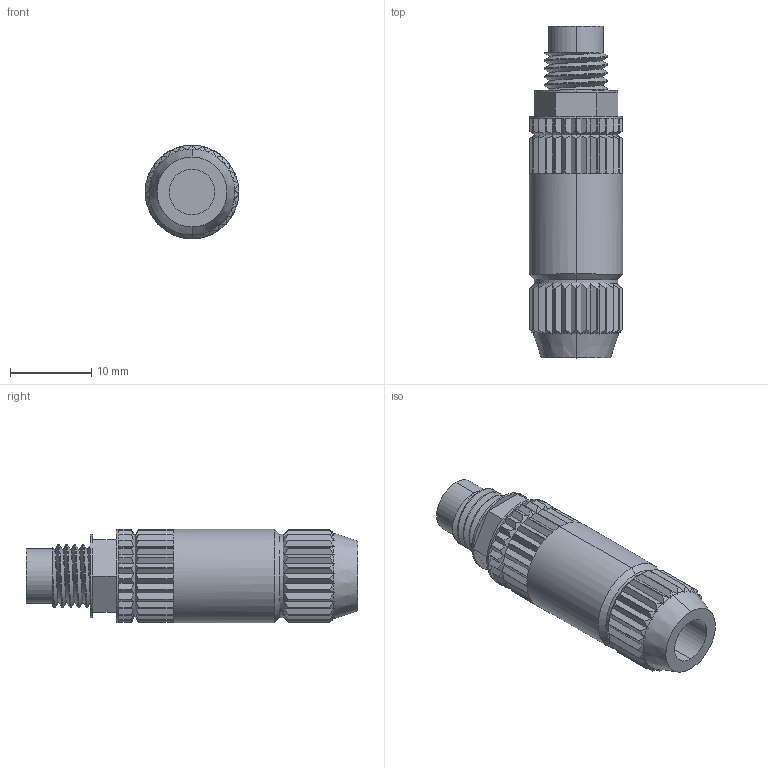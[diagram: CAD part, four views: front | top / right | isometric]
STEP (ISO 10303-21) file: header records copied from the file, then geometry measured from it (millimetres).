
FILE_DESCRIPTION (( 'STEP AP214' ), '1' );
FILE_NAME ('7000-08351-0000000.step', '2016-05-09T18:43:33', ( '' ), ( '' ), 'SwSTEP 2.0', 'SolidWorks 2015', '' );
FILE_SCHEMA (( 'AUTOMOTIVE_DESIGN' ));
Length unit declared in the file: millimetre
Products named in the file (1): 7000-08351-0000000
Bounding box: 11.5 x 40.8 x 11.5 mm (x, y, z)
Volume: 2625.4 mm3; surface area: 2533.8 mm2
Topology: 1 solids, 2 shells, 347 faces, 986 edges, 647 vertices
Faces by surface type: plane 238, cylinder 60, cone 38, bspline 7, sphere 4
Entity records: 15257 total; most frequent: CARTESIAN_POINT 5119, ORIENTED_EDGE 1948, DIRECTION 1594, EDGE_CURVE 974, VERTEX_POINT 639, AXIS2_PLACEMENT_3D 591, VECTOR 412, LINE 412
